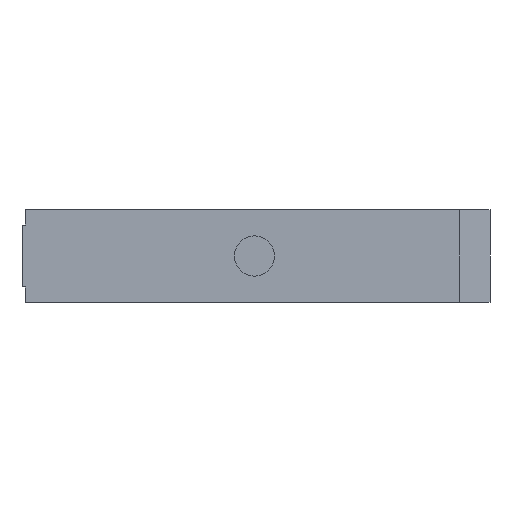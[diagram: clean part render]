
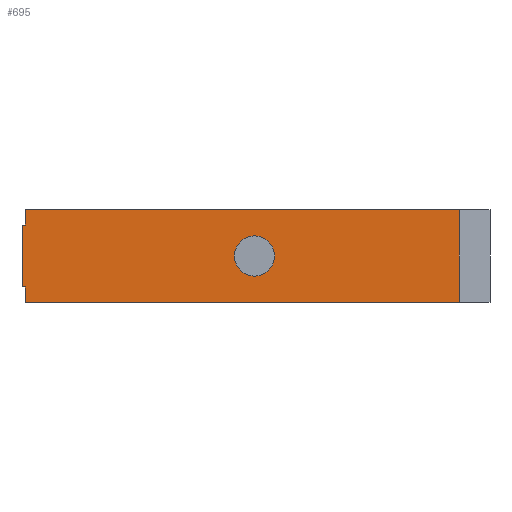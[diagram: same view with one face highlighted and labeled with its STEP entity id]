
A CAD part, front view. The second image highlights one B-rep face of the part: STEP entity #695.
In plain terms, the highlighted planar face has unit normal (0, -1, 0).
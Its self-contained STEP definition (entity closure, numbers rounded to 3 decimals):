
#30 = EDGE_CURVE ( 'NONE', #446, #1073, #1592, .T. ) ;
#71 = VECTOR ( 'NONE', #1634, 1000. ) ;
#116 = VECTOR ( 'NONE', #1002, 1000. ) ;
#148 = EDGE_CURVE ( 'NONE', #1659, #943, #1843, .T. ) ;
#176 = CARTESIAN_POINT ( 'NONE',  ( 6.5, -7.5, 1.5 ) ) ;
#246 = EDGE_CURVE ( 'NONE', #943, #446, #653, .T. ) ;
#263 = CARTESIAN_POINT ( 'NONE',  ( -7.5, -7.5, -1. ) ) ;
#274 = CARTESIAN_POINT ( 'NONE',  ( -7.5, -7.5, 1.5 ) ) ;
#313 = CARTESIAN_POINT ( 'NONE',  ( -7.6, -7.5, -1. ) ) ;
#332 = VECTOR ( 'NONE', #1260, 1000. ) ;
#367 = VECTOR ( 'NONE', #571, 1000. ) ;
#371 = DIRECTION ( 'NONE',  ( 0., 1., 0. ) ) ;
#380 = ORIENTED_EDGE ( 'NONE', *, *, #1619, .F. ) ;
#385 = CARTESIAN_POINT ( 'NONE',  ( -7.6, -7.5, -1. ) ) ;
#405 = EDGE_CURVE ( 'NONE', #1802, #1702, #1831, .T. ) ;
#437 = DIRECTION ( 'NONE',  ( 1., 0., 0. ) ) ;
#446 = VERTEX_POINT ( 'NONE', #1579 ) ;
#536 = DIRECTION ( 'NONE',  ( 0., 0., 1. ) ) ;
#553 = ORIENTED_EDGE ( 'NONE', *, *, #1306, .T. ) ;
#556 = CARTESIAN_POINT ( 'NONE',  ( -7.5, -7.5, 1.5 ) ) ;
#571 = DIRECTION ( 'NONE',  ( 1., 0., 0. ) ) ;
#653 = LINE ( 'NONE', #1457, #1474 ) ;
#670 = LINE ( 'NONE', #313, #71 ) ;
#690 = CARTESIAN_POINT ( 'NONE',  ( -7.6, -7.5, 1. ) ) ;
#693 = PLANE ( 'NONE',  #1675 ) ;
#695 = ADVANCED_FACE ( 'NONE', ( #1300 ), #693, .F. ) ;
#696 = CARTESIAN_POINT ( 'NONE',  ( -7.5, -7.5, 1.5 ) ) ;
#700 = CARTESIAN_POINT ( 'NONE',  ( -7.5, -7.5, -1.5 ) ) ;
#784 = DIRECTION ( 'NONE',  ( 0., 0., 1. ) ) ;
#810 = VECTOR ( 'NONE', #536, 1000. ) ;
#822 = EDGE_LOOP ( 'NONE', ( #1248, #1807, #1730, #871, #380, #872, #553, #1748 ) ) ;
#871 = ORIENTED_EDGE ( 'NONE', *, *, #1284, .T. ) ;
#872 = ORIENTED_EDGE ( 'NONE', *, *, #405, .F. ) ;
#876 = LINE ( 'NONE', #696, #332 ) ;
#882 = CARTESIAN_POINT ( 'NONE',  ( -7.5, -7.5, 1. ) ) ;
#943 = VERTEX_POINT ( 'NONE', #700 ) ;
#973 = CARTESIAN_POINT ( 'NONE',  ( 6.5, -7.5, 1.5 ) ) ;
#1002 = DIRECTION ( 'NONE',  ( 0., 0., -1. ) ) ;
#1022 = EDGE_CURVE ( 'NONE', #1639, #1073, #876, .T. ) ;
#1073 = VERTEX_POINT ( 'NONE', #973 ) ;
#1122 = CARTESIAN_POINT ( 'NONE',  ( -7.5, -7.5, 1.5 ) ) ;
#1130 = LINE ( 'NONE', #1571, #367 ) ;
#1138 = DIRECTION ( 'NONE',  ( 0., 0., 1. ) ) ;
#1210 = VERTEX_POINT ( 'NONE', #882 ) ;
#1248 = ORIENTED_EDGE ( 'NONE', *, *, #246, .T. ) ;
#1260 = DIRECTION ( 'NONE',  ( 1., 0., 0. ) ) ;
#1284 = EDGE_CURVE ( 'NONE', #1639, #1210, #1772, .T. ) ;
#1300 = FACE_OUTER_BOUND ( 'NONE', #822, .T. ) ;
#1304 = CARTESIAN_POINT ( 'NONE',  ( -7.6, -7.5, -1. ) ) ;
#1306 = EDGE_CURVE ( 'NONE', #1802, #1659, #670, .T. ) ;
#1375 = VECTOR ( 'NONE', #1483, 1000. ) ;
#1457 = CARTESIAN_POINT ( 'NONE',  ( -7.5, -7.5, -1.5 ) ) ;
#1474 = VECTOR ( 'NONE', #437, 1000. ) ;
#1483 = DIRECTION ( 'NONE',  ( 0., 0., -1. ) ) ;
#1500 = VECTOR ( 'NONE', #784, 1000. ) ;
#1571 = CARTESIAN_POINT ( 'NONE',  ( -7.6, -7.5, 1. ) ) ;
#1579 = CARTESIAN_POINT ( 'NONE',  ( 6.5, -7.5, -1.5 ) ) ;
#1592 = LINE ( 'NONE', #176, #1500 ) ;
#1619 = EDGE_CURVE ( 'NONE', #1702, #1210, #1130, .T. ) ;
#1634 = DIRECTION ( 'NONE',  ( 1., 0., 0. ) ) ;
#1639 = VERTEX_POINT ( 'NONE', #556 ) ;
#1659 = VERTEX_POINT ( 'NONE', #263 ) ;
#1675 = AXIS2_PLACEMENT_3D ( 'NONE', #1122, #371, #1138 ) ;
#1702 = VERTEX_POINT ( 'NONE', #690 ) ;
#1730 = ORIENTED_EDGE ( 'NONE', *, *, #1022, .F. ) ;
#1748 = ORIENTED_EDGE ( 'NONE', *, *, #148, .T. ) ;
#1751 = CARTESIAN_POINT ( 'NONE',  ( -7.5, -7.5, 1.5 ) ) ;
#1772 = LINE ( 'NONE', #1751, #1375 ) ;
#1802 = VERTEX_POINT ( 'NONE', #1304 ) ;
#1807 = ORIENTED_EDGE ( 'NONE', *, *, #30, .T. ) ;
#1831 = LINE ( 'NONE', #385, #810 ) ;
#1843 = LINE ( 'NONE', #274, #116 ) ;
